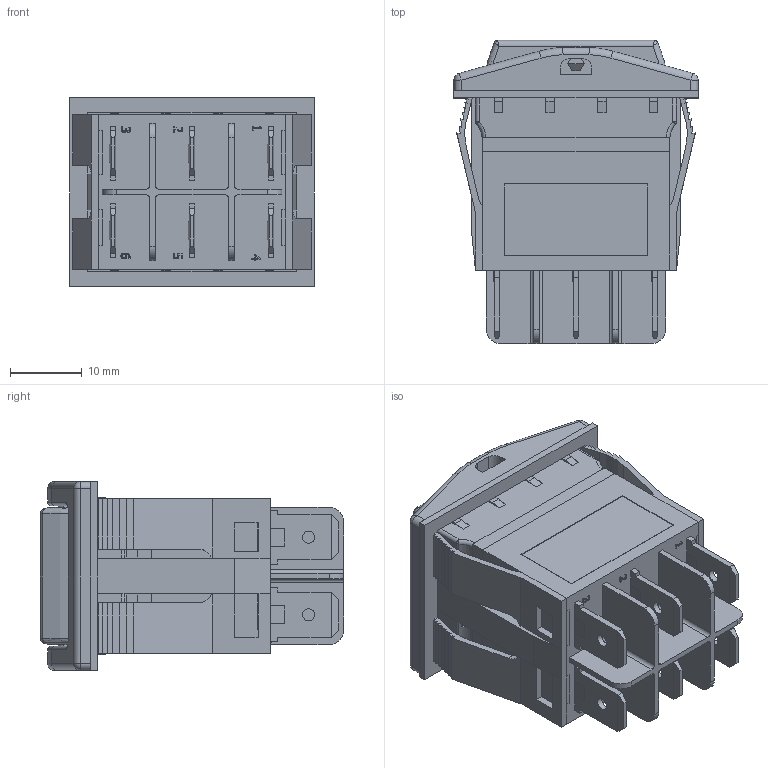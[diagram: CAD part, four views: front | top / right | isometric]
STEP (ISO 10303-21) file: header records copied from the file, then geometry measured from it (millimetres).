
FILE_DESCRIPTION(/* description */ (''),/* implementation_level */ '2;1');
FILE_NAME(/* name */ 'RB546xxx00-xxx.stp',/* time_stamp */ '2023-08-30T14:31:49-05:00',/* author */ ('mroman'),/* organization */ (''),/* preprocessor_version */ 'ST-DEVELOPER v18.1',/* originating_system */ 'Autodesk Inventor 2022',/* authorisation */ '');
FILE_SCHEMA (('AUTOMOTIVE_DESIGN { 1 0 10303 214 3 1 1 }'));
Length unit declared in the file: millimetre
Products named in the file (1): RB546xxx00-xxx
Bounding box: 34 x 42.2 x 26.3 mm (x, y, z)
Volume: 9953.7 mm3; surface area: 15466.5 mm2
Topology: 1 solids, 1 shells, 966 faces, 2637 edges, 1680 vertices
Faces by surface type: plane 758, cylinder 109, bspline 71, torus 16, sphere 12
Full cylindrical faces by diameter (mm): 1.7 x6, 8.182 x1, 9.9 x1, 11.5 x1
Entity records: 30788 total; most frequent: CARTESIAN_POINT 6667, ORIENTED_EDGE 5266, DIRECTION 4525, EDGE_CURVE 2633, LINE 2213, VECTOR 2213, VERTEX_POINT 1680, AXIS2_PLACEMENT_3D 1156
